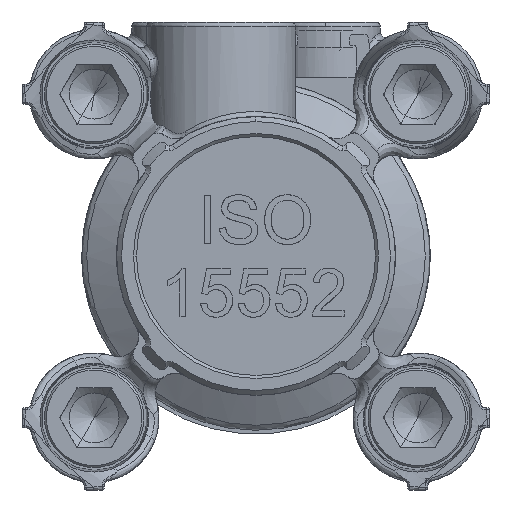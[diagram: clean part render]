
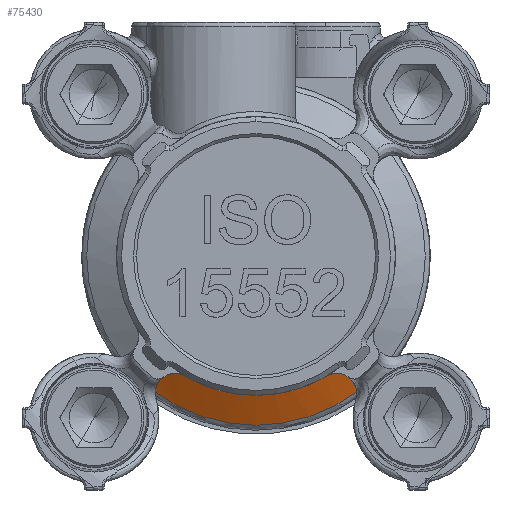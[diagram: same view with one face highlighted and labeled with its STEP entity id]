
A CAD part, front view. The second image highlights one B-rep face of the part: STEP entity #75430.
In plain terms, the highlighted conical face has half-angle 60 degrees and reference radius 17 mm.
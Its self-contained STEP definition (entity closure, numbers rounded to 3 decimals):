
#2201 = EDGE_CURVE ( 'NONE', #60378, #77992, #76606, .T. ) ;
#2499 = CARTESIAN_POINT ( 'NONE',  ( 9.969, 21.016, -13.025 ) ) ;
#3498 = CARTESIAN_POINT ( 'NONE',  ( 7.439, 19.647, -11.899 ) ) ;
#4004 = CARTESIAN_POINT ( 'NONE',  ( 7.1, 19.629, -12.066 ) ) ;
#4355 = EDGE_CURVE ( 'NONE', #14305, #8608, #70249, .T. ) ;
#4727 = CARTESIAN_POINT ( 'NONE',  ( -9.392, 20.454, -12.239 ) ) ;
#5218 = CARTESIAN_POINT ( 'NONE',  ( -9.117, 20.274, -12.057 ) ) ;
#5396 = FACE_OUTER_BOUND ( 'NONE', #82277, .T. ) ;
#8608 = VERTEX_POINT ( 'NONE', #42798 ) ;
#10195 = CARTESIAN_POINT ( 'NONE',  ( 9.644, 20.644, -12.463 ) ) ;
#10797 = ORIENTED_EDGE ( 'NONE', *, *, #2201, .T. ) ;
#11418 = CARTESIAN_POINT ( 'NONE',  ( -9.795, 20.806, -12.7 ) ) ;
#11441 = CIRCLE ( 'NONE', #31122, 17. ) ;
#12202 = CARTESIAN_POINT ( 'NONE',  ( 7.795, 19.714, -11.807 ) ) ;
#12424 = CARTESIAN_POINT ( 'NONE',  ( -7.182, 19.629, -12.018 ) ) ;
#12915 = CARTESIAN_POINT ( 'NONE',  ( -7.102, 19.629, -12.065 ) ) ;
#13423 = CARTESIAN_POINT ( 'NONE',  ( -9.566, 20.591, -12.407 ) ) ;
#14305 = VERTEX_POINT ( 'NONE', #22777 ) ;
#17911 = CARTESIAN_POINT ( 'NONE',  ( 10.11, 21.361, -13.667 ) ) ;
#19654 = CARTESIAN_POINT ( 'NONE',  ( -7.438, 19.652, -11.908 ) ) ;
#19656 = CARTESIAN_POINT ( 'NONE',  ( 0., 19.629, -14. ) ) ;
#21169 = CARTESIAN_POINT ( 'NONE',  ( -9.697, 20.709, -12.563 ) ) ;
#22777 = CARTESIAN_POINT ( 'NONE',  ( -7.102, 19.629, -12.065 ) ) ;
#23823 = CARTESIAN_POINT ( 'NONE',  ( 10.11, 21.361, -13.667 ) ) ;
#24109 = AXIS2_PLACEMENT_3D ( 'NONE', #68568, #92135, #98819 ) ;
#27393 = CARTESIAN_POINT ( 'NONE',  ( -7.527, 19.665, -11.878 ) ) ;
#27882 = CARTESIAN_POINT ( 'NONE',  ( -8.066, 19.794, -11.789 ) ) ;
#28387 = CARTESIAN_POINT ( 'NONE',  ( -8.326, 19.88, -11.792 ) ) ;
#31122 = AXIS2_PLACEMENT_3D ( 'NONE', #45367, #53577, #84861 ) ;
#33843 = CARTESIAN_POINT ( 'NONE',  ( 8.827, 20.107, -11.914 ) ) ;
#34582 = CARTESIAN_POINT ( 'NONE',  ( 0., 19.629, 0. ) ) ;
#35578 = CARTESIAN_POINT ( 'NONE',  ( -8.734, 20.061, -11.883 ) ) ;
#35775 = DIRECTION ( 'NONE',  ( 0., 1., 0. ) ) ;
#36067 = CARTESIAN_POINT ( 'NONE',  ( -9.62, 20.638, -12.467 ) ) ;
#37075 = CARTESIAN_POINT ( 'NONE',  ( -7.708, 19.698, -11.83 ) ) ;
#42798 = CARTESIAN_POINT ( 'NONE',  ( -10.112, 21.361, -13.665 ) ) ;
#43034 = CARTESIAN_POINT ( 'NONE',  ( 7.977, 19.763, -11.787 ) ) ;
#43260 = CARTESIAN_POINT ( 'NONE',  ( -9.087, 20.256, -12.04 ) ) ;
#43760 = CARTESIAN_POINT ( 'NONE',  ( -9.059, 20.238, -12.024 ) ) ;
#44246 = CARTESIAN_POINT ( 'NONE',  ( -7.797, 19.718, -11.814 ) ) ;
#44455 = DIRECTION ( 'NONE',  ( 0., 0., 1. ) ) ;
#45367 = CARTESIAN_POINT ( 'NONE',  ( 0., 21.361, 0. ) ) ;
#48776 = EDGE_CURVE ( 'NONE', #60378, #8608, #11441, .T. ) ;
#49217 = CARTESIAN_POINT ( 'NONE',  ( 7.263, 19.629, -11.97 ) ) ;
#50451 = CARTESIAN_POINT ( 'NONE',  ( -9.771, 20.781, -12.664 ) ) ;
#50939 = CARTESIAN_POINT ( 'NONE',  ( -8.991, 20.198, -11.988 ) ) ;
#51444 = CARTESIAN_POINT ( 'NONE',  ( -7.931, 19.754, -11.798 ) ) ;
#51496 = CARTESIAN_POINT ( 'NONE',  ( 7.1, 19.629, -12.066 ) ) ;
#51604 = CIRCLE ( 'NONE', #64779, 14. ) ;
#51890 = ORIENTED_EDGE ( 'NONE', *, *, #4355, .T. ) ;
#51953 = CARTESIAN_POINT ( 'NONE',  ( -8.111, 19.808, -11.789 ) ) ;
#52506 = ORIENTED_EDGE ( 'NONE', *, *, #81605, .T. ) ;
#53577 = DIRECTION ( 'NONE',  ( 0., 1., 0. ) ) ;
#58690 = CARTESIAN_POINT ( 'NONE',  ( -7.394, 19.647, -11.924 ) ) ;
#58951 = CARTESIAN_POINT ( 'NONE',  ( 8.983, 20.192, -11.982 ) ) ;
#59376 = CARTESIAN_POINT ( 'NONE',  ( 0., 19.629, 0. ) ) ;
#60197 = CARTESIAN_POINT ( 'NONE',  ( -9.722, 20.733, -12.596 ) ) ;
#60378 = VERTEX_POINT ( 'NONE', #23823 ) ;
#60691 = CARTESIAN_POINT ( 'NONE',  ( -7.574, 19.673, -11.864 ) ) ;
#64779 = AXIS2_PLACEMENT_3D ( 'NONE', #34582, #82269, #82772 ) ;
#65164 = CARTESIAN_POINT ( 'NONE',  ( 8.332, 19.883, -11.794 ) ) ;
#66657 = CARTESIAN_POINT ( 'NONE',  ( 9.407, 20.454, -12.23 ) ) ;
#66877 = CARTESIAN_POINT ( 'NONE',  ( -8.814, 20.101, -11.911 ) ) ;
#67882 = CARTESIAN_POINT ( 'NONE',  ( -9.989, 21.018, -13.013 ) ) ;
#68281 = VERTEX_POINT ( 'NONE', #19656 ) ;
#68400 = CARTESIAN_POINT ( 'NONE',  ( -9.265, 20.365, -12.143 ) ) ;
#68568 = CARTESIAN_POINT ( 'NONE',  ( 0., 21.361, 0. ) ) ;
#70249 = B_SPLINE_CURVE_WITH_KNOTS ( 'NONE', 3,
 ( #12915, #12424, #97663, #58690, #19654, #27393, #60691, #37075, #44246, #51444, #75558, #27882, #51953, #91961, #28387, #89952, #35578, #66877, #82757, #50939, #43760, #43260, #75073, #5218, #68400, #4727, #13423, #36067, #21169, #60197, #50451, #11418, #67882, #98642, #99154 ),
 .UNSPECIFIED., .F., .F.,
 ( 4, 2, 2, 2, 2, 1, 2, 2, 2, 2, 1, 1, 2, 2, 2, 2, 2, 2, 4 ),
 ( 0., 0.062, 0.094, 0.125, 0.187, 0.219, 0.234, 0.25, 0.375, 0.437, 0.469, 0.484, 0.492, 0.5, 0.625, 0.687, 0.719, 0.75, 1. ),
 .UNSPECIFIED. ) ;
#71825 = ORIENTED_EDGE ( 'NONE', *, *, #48776, .F. ) ;
#73848 = CARTESIAN_POINT ( 'NONE',  ( 9.899, 20.923, -12.874 ) ) ;
#74347 = CARTESIAN_POINT ( 'NONE',  ( 10.099, 21.279, -13.498 ) ) ;
#75073 = CARTESIAN_POINT ( 'NONE',  ( -9.107, 20.267, -12.051 ) ) ;
#75430 = ADVANCED_FACE ( 'NONE', ( #5396 ), #91311, .T. ) ;
#75558 = CARTESIAN_POINT ( 'NONE',  ( -7.998, 19.773, -11.792 ) ) ;
#76606 = B_SPLINE_CURVE_WITH_KNOTS ( 'NONE', 3,
 ( #17911, #74347, #82533, #2499, #73848, #10195, #66657, #58951, #33843, #96433, #65164, #43034, #12202, #3498, #49217, #4004 ),
 .UNSPECIFIED., .F., .F.,
 ( 4, 2, 2, 2, 2, 2, 2, 4 ),
 ( 0., 0.001, 0.001, 0.002, 0.003, 0.003, 0.004, 0.004 ),
 .UNSPECIFIED. ) ;
#77992 = VERTEX_POINT ( 'NONE', #51496 ) ;
#81605 = EDGE_CURVE ( 'NONE', #68281, #14305, #82101, .T. ) ;
#82101 = CIRCLE ( 'NONE', #93595, 14. ) ;
#82269 = DIRECTION ( 'NONE',  ( 0., 1., 0. ) ) ;
#82277 = EDGE_LOOP ( 'NONE', ( #10797, #90841, #52506, #51890, #71825 ) ) ;
#82533 = CARTESIAN_POINT ( 'NONE',  ( 10.068, 21.194, -13.336 ) ) ;
#82757 = CARTESIAN_POINT ( 'NONE',  ( -8.932, 20.165, -11.961 ) ) ;
#82772 = DIRECTION ( 'NONE',  ( 0., 0., 1. ) ) ;
#84861 = DIRECTION ( 'NONE',  ( 0., 0., 1. ) ) ;
#89952 = CARTESIAN_POINT ( 'NONE',  ( -8.492, 19.947, -11.815 ) ) ;
#90841 = ORIENTED_EDGE ( 'NONE', *, *, #94787, .T. ) ;
#91311 = CONICAL_SURFACE ( 'NONE', #24109, 17., 1.047 ) ;
#91961 = CARTESIAN_POINT ( 'NONE',  ( -8.135, 19.816, -11.789 ) ) ;
#92135 = DIRECTION ( 'NONE',  ( 0., 1., 0. ) ) ;
#93595 = AXIS2_PLACEMENT_3D ( 'NONE', #59376, #35775, #44455 ) ;
#94787 = EDGE_CURVE ( 'NONE', #77992, #68281, #51604, .T. ) ;
#96433 = CARTESIAN_POINT ( 'NONE',  ( 8.501, 19.953, -11.821 ) ) ;
#97663 = CARTESIAN_POINT ( 'NONE',  ( -7.265, 19.634, -11.977 ) ) ;
#98642 = CARTESIAN_POINT ( 'NONE',  ( -10.091, 21.195, -13.322 ) ) ;
#98819 = DIRECTION ( 'NONE',  ( 0., 0., 1. ) ) ;
#99154 = CARTESIAN_POINT ( 'NONE',  ( -10.112, 21.361, -13.665 ) ) ;
